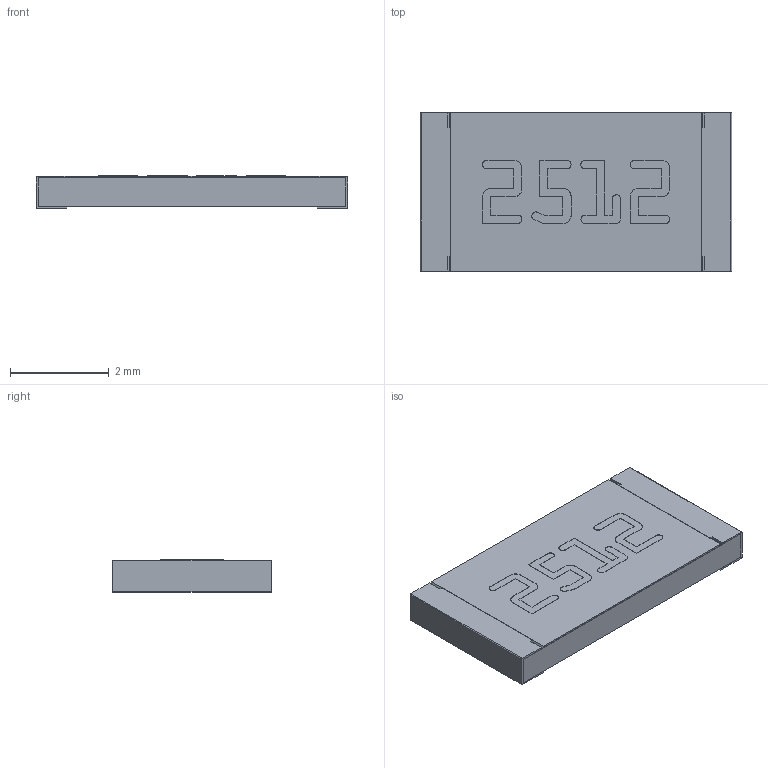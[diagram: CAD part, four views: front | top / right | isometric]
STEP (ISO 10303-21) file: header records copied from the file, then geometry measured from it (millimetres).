
FILE_DESCRIPTION(('FreeCAD Model'),'2;1');
FILE_NAME('Open CASCADE Shape Model','2022-01-23T11:22:14',('Author'),( ''),'Open CASCADE STEP processor 7.5','FreeCAD','Unknown');
FILE_SCHEMA(('AUTOMOTIVE_DESIGN { 1 0 10303 214 1 1 1 1 }'));
Length unit declared in the file: millimetre
Products named in the file (9): Resistor_2512_Text; Pin1Body; Pin2Body; CeramicBody; CoatingBody; Text1Body; Text2Body; Text3Body; Text4Body
Assembly tree (8 placements, depth 2):
  Resistor_2512_Text
    Pin1Body
    Pin2Body
    CeramicBody
    CoatingBody
    Text1Body
    Text2Body
    Text3Body
    Text4Body
Bounding box: 6.3 x 3.2 x 0.66 mm (x, y, z)
Volume: 12.5 mm3; surface area: 111.4 mm2
Topology: 8 solids, 8 shells, 177 faces, 483 edges, 322 vertices
Faces by surface type: plane 94, extrusion 79, revolution 4
Entity records: 12170 total; most frequent: CARTESIAN_POINT 2775, DIRECTION 1430, VECTOR 1200, LINE 1121, ORIENTED_EDGE 966, PCURVE 966, DEFINITIONAL_REPRESENTATION 966, EDGE_CURVE 483
